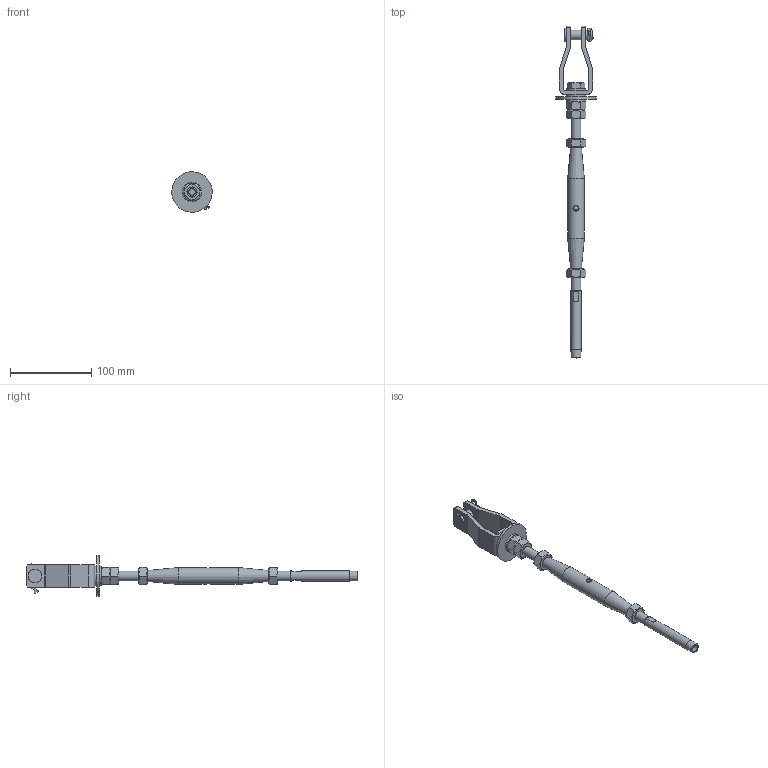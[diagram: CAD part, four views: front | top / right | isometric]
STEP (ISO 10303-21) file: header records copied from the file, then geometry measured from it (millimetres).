
FILE_DESCRIPTION(/* description */ ('PLEASE STATE GENERIC DESCRIPTION'),/* implementation_level */ '2;1');
FILE_NAME(/* name */ 'SL-002-LTD.stp',/* time_stamp */ '2016-02-09T17:47:31+00:00',/* author */ ('jslaven'),/* organization */ (''),/* preprocessor_version */ 'ST-DEVELOPER v15.2',/* originating_system */ 'Autodesk Inventor 2014',/* authorisation */ '');
FILE_SCHEMA (('CONFIG_CONTROL_DESIGN'));
Length unit declared in the file: millimetre
Products named in the file (1): Part35
Bounding box: 49.97 x 409.83 x 49.97 mm (x, y, z)
Volume: 109890.4 mm3; surface area: 42562.5 mm2
Topology: 2 solids, 6 shells, 165 faces, 391 edges, 252 vertices
Faces by surface type: plane 84, cylinder 46, cone 24, torus 9, bspline 2
Full cylindrical faces by diameter (mm): 1.829 x4, 3.25 x1, 6.5 x2, 8.33 x1, 11.053 x1, 12 x8, 12.5 x3, 13 x3, 14 x2, 17 x1, 17.2 x1, 20.75 x1, 24 x3, 50 x1
Entity records: 4745 total; most frequent: CARTESIAN_POINT 1182, DIRECTION 684, ORIENTED_EDGE 620, EDGE_CURVE 310, AXIS2_PLACEMENT_3D 284, EDGE_LOOP 254, VERTEX_POINT 232, STYLED_ITEM 167
